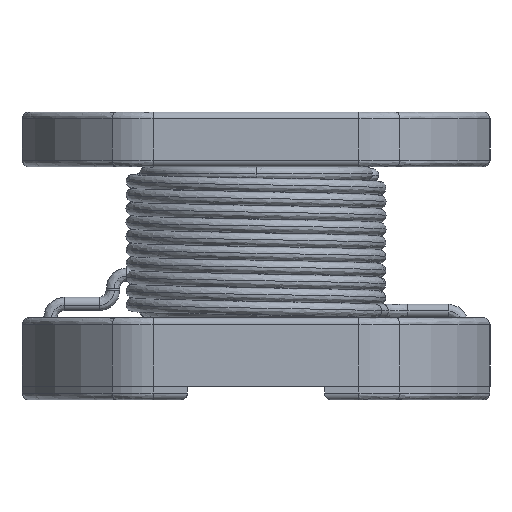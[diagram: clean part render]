
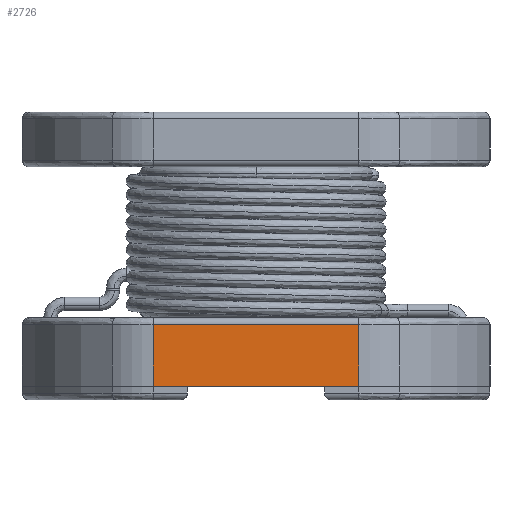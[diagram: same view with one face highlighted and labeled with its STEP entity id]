
A CAD part, front view. The second image highlights one B-rep face of the part: STEP entity #2726.
In plain terms, the highlighted face is planar.
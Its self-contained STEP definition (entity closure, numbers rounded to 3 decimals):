
#636 = ORIENTED_EDGE ( 'NONE', *, *, #17844, .T. ) ;
#653 = VERTEX_POINT ( 'NONE', #6906 ) ;
#1314 = PLANE ( 'NONE',  #12042 ) ;
#1516 = CARTESIAN_POINT ( 'NONE',  ( -1.5, 0.75, 0.6 ) ) ;
#1682 = EDGE_CURVE ( 'NONE', #653, #16584, #13315, .T. ) ;
#2109 = CARTESIAN_POINT ( 'NONE',  ( -1.5, 0.75, 0.1 ) ) ;
#2726 = ADVANCED_FACE ( 'NONE', ( #10899 ), #1314, .F. ) ;
#2891 = DIRECTION ( 'NONE',  ( 0., 0., 1. ) ) ;
#2909 = LINE ( 'NONE', #1516, #17988 ) ;
#4003 = CARTESIAN_POINT ( 'NONE',  ( -1.5, 0.75, 0.1 ) ) ;
#4634 = VERTEX_POINT ( 'NONE', #17600 ) ;
#4664 = LINE ( 'NONE', #2109, #18214 ) ;
#5052 = DIRECTION ( 'NONE',  ( 0., 0., -1. ) ) ;
#6906 = CARTESIAN_POINT ( 'NONE',  ( -1.5, -0.75, 0.55 ) ) ;
#7063 = CARTESIAN_POINT ( 'NONE',  ( -1.5, 0.75, 0.6 ) ) ;
#8616 = DIRECTION ( 'NONE',  ( 0., 0., -1. ) ) ;
#9408 = LINE ( 'NONE', #19131, #17529 ) ;
#9776 = ORIENTED_EDGE ( 'NONE', *, *, #17602, .F. ) ;
#10143 = DIRECTION ( 'NONE',  ( 0., -1., 0. ) ) ;
#10674 = CARTESIAN_POINT ( 'NONE',  ( -1.5, -0.75, 0.1 ) ) ;
#10878 = ORIENTED_EDGE ( 'NONE', *, *, #1682, .F. ) ;
#10899 = FACE_OUTER_BOUND ( 'NONE', #17843, .T. ) ;
#11019 = EDGE_CURVE ( 'NONE', #4634, #653, #9408, .T. ) ;
#12042 = AXIS2_PLACEMENT_3D ( 'NONE', #7063, #17760, #8616 ) ;
#13061 = VECTOR ( 'NONE', #5052, 1000. ) ;
#13315 = LINE ( 'NONE', #14325, #13061 ) ;
#13926 = DIRECTION ( 'NONE',  ( 0., -1., 0. ) ) ;
#14110 = VERTEX_POINT ( 'NONE', #4003 ) ;
#14142 = ORIENTED_EDGE ( 'NONE', *, *, #11019, .F. ) ;
#14325 = CARTESIAN_POINT ( 'NONE',  ( -1.5, -0.75, 0.6 ) ) ;
#16584 = VERTEX_POINT ( 'NONE', #10674 ) ;
#17529 = VECTOR ( 'NONE', #10143, 1000. ) ;
#17600 = CARTESIAN_POINT ( 'NONE',  ( -1.5, 0.75, 0.55 ) ) ;
#17602 = EDGE_CURVE ( 'NONE', #14110, #4634, #2909, .T. ) ;
#17760 = DIRECTION ( 'NONE',  ( 1., 0., 0. ) ) ;
#17843 = EDGE_LOOP ( 'NONE', ( #14142, #9776, #636, #10878 ) ) ;
#17844 = EDGE_CURVE ( 'NONE', #14110, #16584, #4664, .T. ) ;
#17988 = VECTOR ( 'NONE', #2891, 1000. ) ;
#18214 = VECTOR ( 'NONE', #13926, 1000. ) ;
#19131 = CARTESIAN_POINT ( 'NONE',  ( -1.5, 0.75, 0.55 ) ) ;
